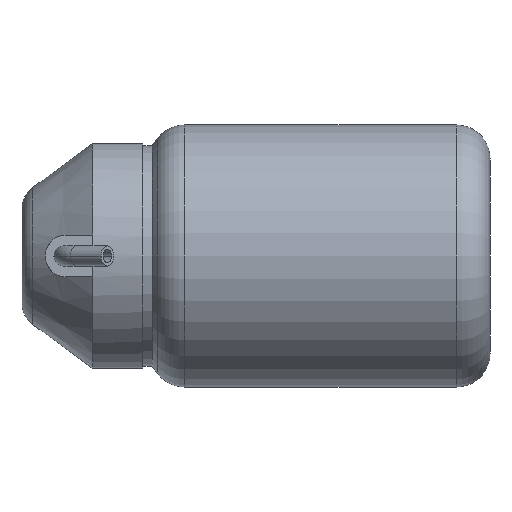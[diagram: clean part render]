
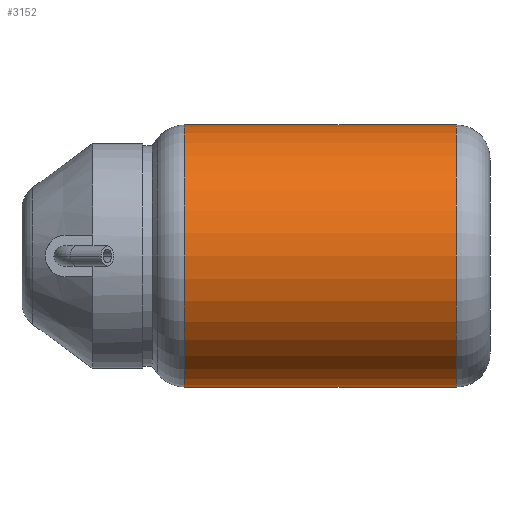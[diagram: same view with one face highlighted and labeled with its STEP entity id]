
A CAD part, left-side view. The second image highlights one B-rep face of the part: STEP entity #3152.
In plain terms, the highlighted cylindrical face has radius 39 mm (diameter 78 mm), a partial arc.
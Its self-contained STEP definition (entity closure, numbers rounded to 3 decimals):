
#27 = EDGE_CURVE ( 'NONE', #2205, #994, #2701, .T. ) ;
#51 = CIRCLE ( 'NONE', #3349, 39. ) ;
#234 = CARTESIAN_POINT ( 'NONE',  ( -20.463, -64.296, 5.839 ) ) ;
#291 = CARTESIAN_POINT ( 'NONE',  ( -20.463, -64.296, -33.161 ) ) ;
#431 = CARTESIAN_POINT ( 'NONE',  ( -20.463, -145.227, -33.161 ) ) ;
#652 = DIRECTION ( 'NONE',  ( 0., 1., 0. ) ) ;
#994 = VERTEX_POINT ( 'NONE', #4244 ) ;
#1086 = DIRECTION ( 'NONE',  ( 0., 0., 1. ) ) ;
#1125 = DIRECTION ( 'NONE',  ( 0., 1., 0. ) ) ;
#1280 = DIRECTION ( 'NONE',  ( 0., 1., 0. ) ) ;
#1300 = VERTEX_POINT ( 'NONE', #291 ) ;
#1482 = ORIENTED_EDGE ( 'NONE', *, *, #4065, .T. ) ;
#1522 = CARTESIAN_POINT ( 'NONE',  ( -20.463, -64.296, 44.839 ) ) ;
#1700 = LINE ( 'NONE', #3665, #1806 ) ;
#1788 = ORIENTED_EDGE ( 'NONE', *, *, #4095, .F. ) ;
#1806 = VECTOR ( 'NONE', #2023, 1000. ) ;
#2009 = EDGE_CURVE ( 'NONE', #1300, #4160, #51, .T. ) ;
#2023 = DIRECTION ( 'NONE',  ( 0., 1., 0. ) ) ;
#2030 = FACE_OUTER_BOUND ( 'NONE', #2291, .T. ) ;
#2043 = DIRECTION ( 'NONE',  ( 0., 1., 0. ) ) ;
#2205 = VERTEX_POINT ( 'NONE', #431 ) ;
#2291 = EDGE_LOOP ( 'NONE', ( #1788, #2679, #1482, #2755 ) ) ;
#2338 = LINE ( 'NONE', #2648, #2695 ) ;
#2493 = AXIS2_PLACEMENT_3D ( 'NONE', #4097, #1125, #3763 ) ;
#2648 = CARTESIAN_POINT ( 'NONE',  ( -20.463, -69.463, 44.839 ) ) ;
#2679 = ORIENTED_EDGE ( 'NONE', *, *, #27, .T. ) ;
#2695 = VECTOR ( 'NONE', #2043, 1000. ) ;
#2701 = CIRCLE ( 'NONE', #2493, 39. ) ;
#2755 = ORIENTED_EDGE ( 'NONE', *, *, #2009, .F. ) ;
#3152 = ADVANCED_FACE ( 'NONE', ( #2030 ), #3987, .T. ) ;
#3349 = AXIS2_PLACEMENT_3D ( 'NONE', #234, #1280, #4274 ) ;
#3665 = CARTESIAN_POINT ( 'NONE',  ( -20.463, -69.463, -33.161 ) ) ;
#3763 = DIRECTION ( 'NONE',  ( 0., 0., 1. ) ) ;
#3987 = CYLINDRICAL_SURFACE ( 'NONE', #4224, 39. ) ;
#4054 = CARTESIAN_POINT ( 'NONE',  ( -20.463, -69.463, 5.839 ) ) ;
#4065 = EDGE_CURVE ( 'NONE', #994, #4160, #2338, .T. ) ;
#4095 = EDGE_CURVE ( 'NONE', #2205, #1300, #1700, .T. ) ;
#4097 = CARTESIAN_POINT ( 'NONE',  ( -20.463, -145.227, 5.839 ) ) ;
#4160 = VERTEX_POINT ( 'NONE', #1522 ) ;
#4224 = AXIS2_PLACEMENT_3D ( 'NONE', #4054, #652, #1086 ) ;
#4244 = CARTESIAN_POINT ( 'NONE',  ( -20.463, -145.227, 44.839 ) ) ;
#4274 = DIRECTION ( 'NONE',  ( 0., 0., 1. ) ) ;
